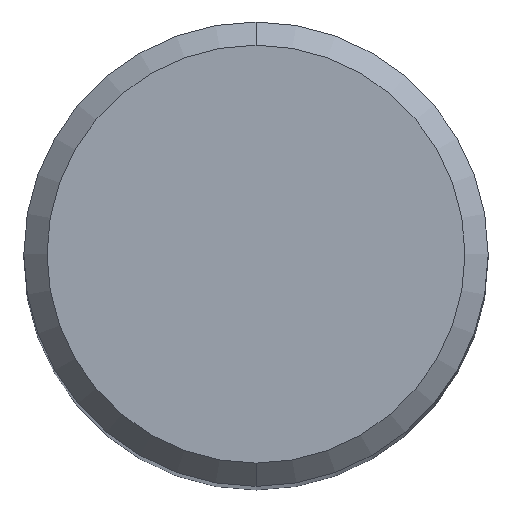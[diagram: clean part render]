
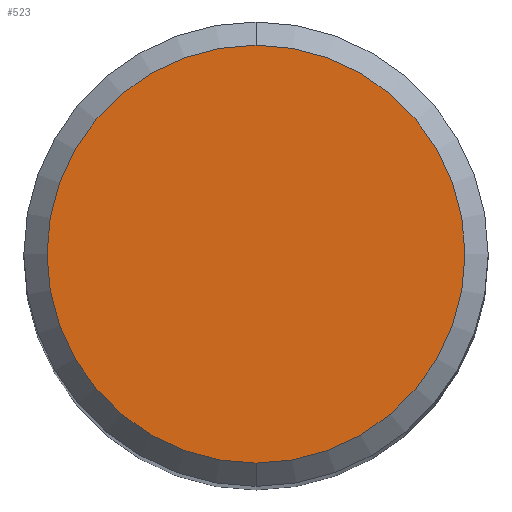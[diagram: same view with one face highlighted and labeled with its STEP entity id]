
A CAD part, top view. The second image highlights one B-rep face of the part: STEP entity #523.
In plain terms, the highlighted planar face has unit normal (0, 0, 1).
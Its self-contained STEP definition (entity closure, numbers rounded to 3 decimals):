
#501=VERTEX_POINT('',#1160);
#523=ADVANCED_FACE('',(#1185),#1186,.T.);
#527=EDGE_CURVE('',#547,#501,#1190,.T.);
#547=VERTEX_POINT('',#1212);
#559=EDGE_CURVE('',#501,#547,#1225,.T.);
#1160=CARTESIAN_POINT('',(0.0,3.6,0.0));
#1185=FACE_OUTER_BOUND('',#6374,.T.);
#1186=PLANE('',#6375);
#1190=CIRCLE('',#6380,3.6);
#1212=CARTESIAN_POINT('',(0.,-3.6,0.0));
#1225=CIRCLE('',#6598,3.6);
#6374=EDGE_LOOP('',(#9974,#9975));
#6375=AXIS2_PLACEMENT_3D('',#9976,#9977,#9978);
#6380=AXIS2_PLACEMENT_3D('',#9979,#9980,#9981);
#6598=AXIS2_PLACEMENT_3D('',#10038,#10039,#10040);
#9974=ORIENTED_EDGE('',*,*,#559,.F.);
#9975=ORIENTED_EDGE('',*,*,#527,.F.);
#9976=CARTESIAN_POINT('',(0.0,1.8,0.0));
#9977=DIRECTION('',(-0.0,0.0,1.0));
#9978=DIRECTION('',(0.0,-1.0,0.0));
#9979=CARTESIAN_POINT('',(0.0,0.0,0.0));
#9980=DIRECTION('',(0.0,0.0,-1.0));
#9981=DIRECTION('',(0.0,1.0,0.0));
#10038=CARTESIAN_POINT('',(0.0,0.0,0.0));
#10039=DIRECTION('',(0.0,0.0,-1.0));
#10040=DIRECTION('',(0.0,1.0,0.0));
